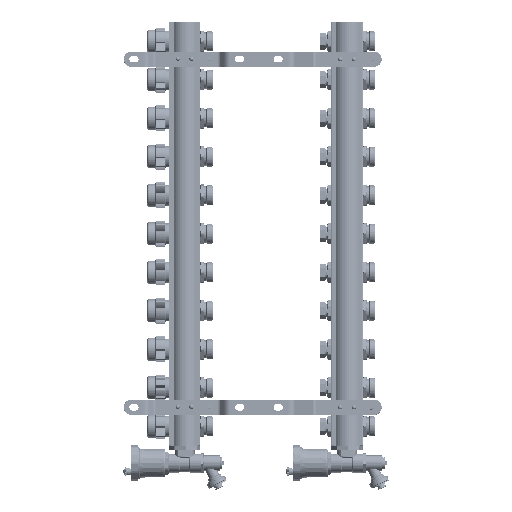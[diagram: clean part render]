
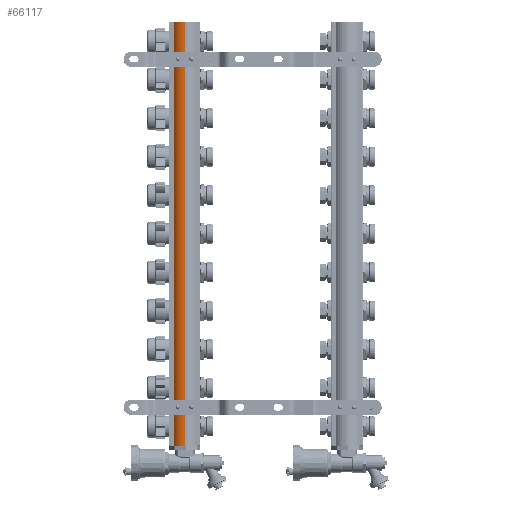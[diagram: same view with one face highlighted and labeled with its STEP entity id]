
A CAD part, left-side view. The second image highlights one B-rep face of the part: STEP entity #66117.
In plain terms, the highlighted cylindrical face has radius 18.2 mm (diameter 36.4 mm), a partial arc.
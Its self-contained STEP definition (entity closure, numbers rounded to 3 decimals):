
#2855 = VERTEX_POINT ( 'NONE', #43794 ) ;
#3073 = LINE ( 'NONE', #51586, #35341 ) ;
#5392 = DIRECTION ( 'NONE',  ( 0., 0., -1. ) ) ;
#7370 = VERTEX_POINT ( 'NONE', #20640 ) ;
#7950 = ORIENTED_EDGE ( 'NONE', *, *, #51097, .F. ) ;
#8319 = AXIS2_PLACEMENT_3D ( 'NONE', #54617, #34033, #27639 ) ;
#9285 = FACE_OUTER_BOUND ( 'NONE', #11603, .T. ) ;
#10993 = CYLINDRICAL_SURFACE ( 'NONE', #8319, 18.2 ) ;
#11603 = EDGE_LOOP ( 'NONE', ( #54242, #7950, #13105, #45522 ) ) ;
#13105 = ORIENTED_EDGE ( 'NONE', *, *, #25827, .T. ) ;
#14579 = AXIS2_PLACEMENT_3D ( 'NONE', #33267, #38936, #44129 ) ;
#20640 = CARTESIAN_POINT ( 'NONE',  ( -18.2, 0., 0. ) ) ;
#25000 = CIRCLE ( 'NONE', #14579, 18.2 ) ;
#25827 = EDGE_CURVE ( 'NONE', #2855, #25891, #61662, .T. ) ;
#25891 = VERTEX_POINT ( 'NONE', #60410 ) ;
#27639 = DIRECTION ( 'NONE',  ( -1., 0., 0. ) ) ;
#33267 = CARTESIAN_POINT ( 'NONE',  ( 0., 0., 550. ) ) ;
#33664 = CIRCLE ( 'NONE', #47354, 18.2 ) ;
#34033 = DIRECTION ( 'NONE',  ( 0., 0., -1. ) ) ;
#35341 = VECTOR ( 'NONE', #51837, 1000. ) ;
#38159 = VERTEX_POINT ( 'NONE', #52970 ) ;
#38936 = DIRECTION ( 'NONE',  ( 0., 0., 1. ) ) ;
#41199 = DIRECTION ( 'NONE',  ( 0., 0., 1. ) ) ;
#42780 = EDGE_CURVE ( 'NONE', #25891, #7370, #33664, .T. ) ;
#43794 = CARTESIAN_POINT ( 'NONE',  ( -12., 13.684, 550. ) ) ;
#43799 = VECTOR ( 'NONE', #5392, 1000. ) ;
#44129 = DIRECTION ( 'NONE',  ( 1., 0., 0. ) ) ;
#45522 = ORIENTED_EDGE ( 'NONE', *, *, #42780, .T. ) ;
#45910 = CARTESIAN_POINT ( 'NONE',  ( 0., 0., 0. ) ) ;
#47354 = AXIS2_PLACEMENT_3D ( 'NONE', #45910, #41199, #57290 ) ;
#48786 = CARTESIAN_POINT ( 'NONE',  ( -12., 13.684, 550. ) ) ;
#51097 = EDGE_CURVE ( 'NONE', #2855, #38159, #25000, .T. ) ;
#51586 = CARTESIAN_POINT ( 'NONE',  ( -18.2, 0., 550. ) ) ;
#51837 = DIRECTION ( 'NONE',  ( 0., 0., -1. ) ) ;
#52970 = CARTESIAN_POINT ( 'NONE',  ( -18.2, 0., 550. ) ) ;
#54242 = ORIENTED_EDGE ( 'NONE', *, *, #69902, .F. ) ;
#54617 = CARTESIAN_POINT ( 'NONE',  ( 0., 0., 550. ) ) ;
#57290 = DIRECTION ( 'NONE',  ( 1., 0., 0. ) ) ;
#60410 = CARTESIAN_POINT ( 'NONE',  ( -12., 13.684, 0. ) ) ;
#61662 = LINE ( 'NONE', #48786, #43799 ) ;
#66117 = ADVANCED_FACE ( 'NONE', ( #9285 ), #10993, .T. ) ;
#69902 = EDGE_CURVE ( 'NONE', #38159, #7370, #3073, .T. ) ;
